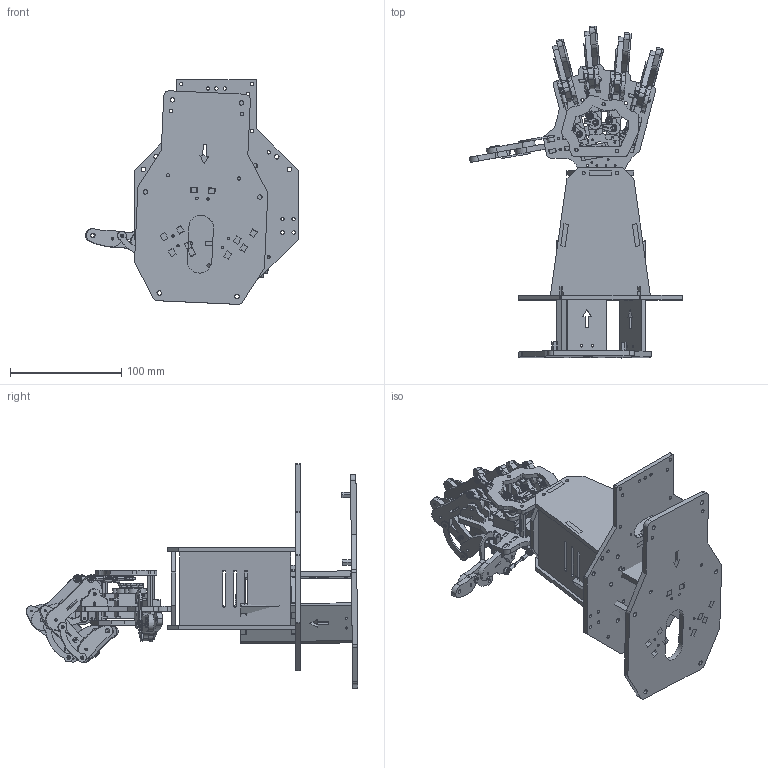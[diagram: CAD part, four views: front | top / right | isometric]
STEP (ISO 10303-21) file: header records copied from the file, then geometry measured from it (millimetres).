
FILE_DESCRIPTION (( 'STEP AP203' ), '1' );
FILE_NAME ('Gihand2.STEP', '2022-08-15T06:14:40', ( '' ), ( '' ), 'SwSTEP 2.0', 'SolidWorks 2020', '' );
FILE_SCHEMA (( 'CONFIG_CONTROL_DESIGN' ));
Length unit declared in the file: millimetre
Products named in the file (35): 菴珨誹硌芛; 大舵机大指头第三节推杆; 苤嗆儂忒-忒旋俋; ヶ綴; Gihand2; 大舵机大指头第一节推杆; 湮硌芛菴2誹; 忒梪奻盓傅; 酘衵; 大舵机第三节指头推杆; 5嗆儂忒梪; TS90D; 奻裔; M2X5肣翐; 苤嗆儂忒梪(4.9-1.5x); M2蹟譫; 菴3誹硌芛; 忒梪狟盓傅; 大舵机第二节指头推杆; M3X28肣翐; M3X4蹟佪; 蜊唳傻牷旋; 菴2誹硌芛; 湮硌芛菴珨誹; M3X8肣翐; 小舵机第一节指头固定板; 大指头第三节; 金属球型拉杆; M3X18蹟佪; 小舵机第2节指头固定板; 楊擘粣創樓綠3X8X4; 嗆攫樓綠; 小舵机手-手臂底座; 菁啣; 苤嗆儂忒-忒旋笢
Assembly tree (101 placements, depth 3):
  Gihand2
    菁啣
    ヶ綴  x2
    奻裔
    酘衵  x2
    5嗆儂忒梪
      苤嗆儂忒梪(4.9-1.5x)
      蜊唳傻牷旋  x5
      TS90D  x5
      菴珨誹硌芛  x4
      菴2誹硌芛  x4
      菴3誹硌芛  x4
      湮硌芛菴珨誹
      湮硌芛菴2誹
      大指头第三节
      M2蹟譫  x3
      忒梪狟盓傅
      金属球型拉杆  x5
      忒梪奻盓傅
      M3X28肣翐  x3
      楊擘粣創樓綠3X8X4  x16
      苤嗆儂忒-忒旋笢  x2
      苤嗆儂忒-忒旋俋  x3
      小舵机手-手臂底座
      嗆攫樓綠
      小舵机第一节指头固定板  x5
      小舵机第2节指头固定板  x5
      大舵机第三节指头推杆  x4
      大舵机第二节指头推杆  x4
      大舵机大指头第一节推杆
      大舵机大指头第三节推杆
      M3X18蹟佪  x2
      M3X8肣翐  x5
      M3X4蹟佪  x3
      M2X5肣翐  x2
Bounding box: 191.62 x 298.33 x 202.06 mm (x, y, z)
Volume: 511271.2 mm3; surface area: 305000.6 mm2
Topology: 100 solids, 110 shells, 3099 faces, 8403 edges, 5585 vertices
Faces by surface type: plane 1588, cylinder 1383, sphere 80, cone 42, torus 6
Entity records: 51719 total; most frequent: DIRECTION 8268, CARTESIAN_POINT 7932, ORIENTED_EDGE 7738, EDGE_CURVE 3869, AXIS2_PLACEMENT_3D 2915, VERTEX_POINT 2579, LINE 2438, VECTOR 2438
